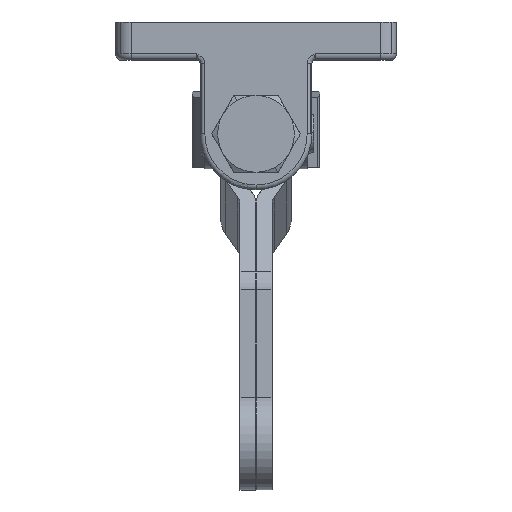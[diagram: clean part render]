
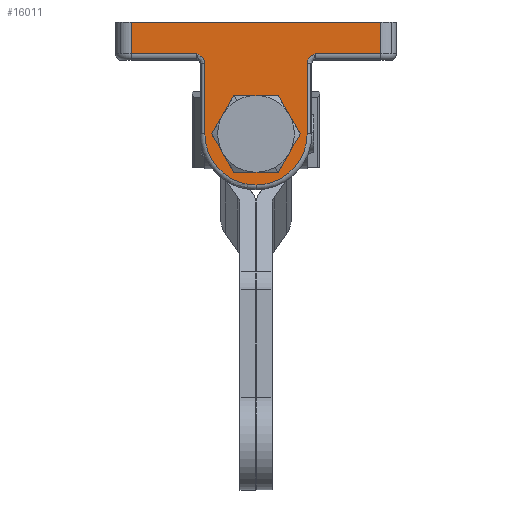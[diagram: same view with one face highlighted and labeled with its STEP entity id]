
A CAD part, left-side view. The second image highlights one B-rep face of the part: STEP entity #16011.
In plain terms, the highlighted planar face has unit normal (-1, 0, 0).
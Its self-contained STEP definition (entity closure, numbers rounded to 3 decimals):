
#661=CARTESIAN_POINT('',(1.611,44.343,-23.));
#662=VERTEX_POINT('',#661);
#671=CARTESIAN_POINT('',(1.611,22.343,-23.));
#672=VERTEX_POINT('',#671);
#673=CARTESIAN_POINT('',(1.611,33.343,-23.));
#674=DIRECTION('',(1.0,0.0,0.0));
#675=DIRECTION('',(0.0,0.0,1.0));
#676=AXIS2_PLACEMENT_3D('',#673,#674,#675);
#677=CIRCLE('',#676,11.0);
#678=EDGE_CURVE('',#672,#662,#677,.T.);
#4935=CARTESIAN_POINT('',(1.611,49.343,-23.));
#4936=VERTEX_POINT('',#4935);
#4944=CARTESIAN_POINT('',(1.611,49.343,-0.958));
#4945=VERTEX_POINT('',#4944);
#4946=CARTESIAN_POINT('',(1.611,49.343,-23.));
#4947=DIRECTION('',(0.0,0.0,1.0));
#4948=VECTOR('',#4947,22.042);
#4949=LINE('',#4946,#4948);
#4950=EDGE_CURVE('',#4936,#4945,#4949,.T.);
#4967=CARTESIAN_POINT('',(1.611,33.343,-39.));
#4968=VERTEX_POINT('',#4967);
#4978=CARTESIAN_POINT('',(1.611,33.343,-23.));
#4979=DIRECTION('',(1.0,0.0,0.0));
#4980=DIRECTION('',(0.0,0.0,-1.0));
#4981=AXIS2_PLACEMENT_3D('',#4978,#4979,#4980);
#4982=CIRCLE('',#4981,16.0);
#4983=EDGE_CURVE('',#4968,#4936,#4982,.T.);
#5029=CARTESIAN_POINT('',(1.611,17.343,-0.958));
#5030=VERTEX_POINT('',#5029);
#5038=CARTESIAN_POINT('',(1.611,17.343,-23.));
#5039=VERTEX_POINT('',#5038);
#5040=CARTESIAN_POINT('',(1.611,17.343,-0.958));
#5041=DIRECTION('',(0.0,0.0,-1.0));
#5042=VECTOR('',#5041,22.042);
#5043=LINE('',#5040,#5042);
#5044=EDGE_CURVE('',#5030,#5039,#5043,.T.);
#5914=CARTESIAN_POINT('',(1.611,72.343,2.0));
#5915=VERTEX_POINT('',#5914);
#5923=CARTESIAN_POINT('',(1.611,72.343,12.));
#5924=VERTEX_POINT('',#5923);
#5925=CARTESIAN_POINT('',(1.611,72.343,2.0));
#5926=DIRECTION('',(0.0,0.0,1.0));
#5927=VECTOR('',#5926,10.);
#5928=LINE('',#5925,#5927);
#5929=EDGE_CURVE('',#5915,#5924,#5928,.T.);
#15045=CARTESIAN_POINT('',(1.611,-5.657,12.));
#15046=VERTEX_POINT('',#15045);
#15054=CARTESIAN_POINT('',(1.611,-5.657,2.0));
#15055=VERTEX_POINT('',#15054);
#15056=CARTESIAN_POINT('',(1.611,-5.657,12.));
#15057=DIRECTION('',(0.0,0.0,-1.0));
#15058=VECTOR('',#15057,10.);
#15059=LINE('',#15056,#15058);
#15060=EDGE_CURVE('',#15046,#15055,#15059,.T.);
#15925=CARTESIAN_POINT('',(1.611,-10.657,0.0));
#15926=DIRECTION('',(-1.0,0.0,0.0));
#15927=DIRECTION('',(0.0,0.0,1.0));
#15928=AXIS2_PLACEMENT_3D('',#15925,#15926,#15927);
#15929=PLANE('',#15928);
#15930=CARTESIAN_POINT('',(1.611,14.843,2.0));
#15931=VERTEX_POINT('',#15930);
#15932=CARTESIAN_POINT('',(1.611,14.843,2.0));
#15933=CARTESIAN_POINT('',(1.611,15.288,1.801));
#15934=CARTESIAN_POINT('',(1.611,15.734,1.597));
#15935=CARTESIAN_POINT('',(1.611,16.483,1.044));
#15936=CARTESIAN_POINT('',(1.611,16.79,0.715));
#15937=CARTESIAN_POINT('',(1.611,17.139,0.087));
#15938=CARTESIAN_POINT('',(1.611,17.237,-0.172));
#15939=CARTESIAN_POINT('',(1.611,17.326,-0.614));
#15940=CARTESIAN_POINT('',(1.611,17.343,-0.787));
#15941=CARTESIAN_POINT('',(1.611,17.343,-0.958));
#15942=B_SPLINE_CURVE_WITH_KNOTS('',3,(#15932,#15933,#15934,#15935,#15936,#15937,#15938,#15939,#15940,#15941),.UNSPECIFIED.,.F.,.U.,(4,2,2,2,4),(-0.001,0.145,0.277,0.359,0.411),.UNSPECIFIED.);
#15943=EDGE_CURVE('',#15931,#5030,#15942,.T.);
#15944=ORIENTED_EDGE('',*,*,#15943,.F.);
#15945=CARTESIAN_POINT('',(1.611,-5.657,2.0));
#15946=DIRECTION('',(0.0,1.0,0.0));
#15947=VECTOR('',#15946,20.5);
#15948=LINE('',#15945,#15947);
#15949=EDGE_CURVE('',#15055,#15931,#15948,.T.);
#15950=ORIENTED_EDGE('',*,*,#15949,.F.);
#15951=ORIENTED_EDGE('',*,*,#15060,.F.);
#15952=CARTESIAN_POINT('',(1.611,-5.657,12.));
#15953=DIRECTION('',(0.0,1.0,0.0));
#15954=VECTOR('',#15953,78.0);
#15955=LINE('',#15952,#15954);
#15956=EDGE_CURVE('',#15046,#5924,#15955,.T.);
#15957=ORIENTED_EDGE('',*,*,#15956,.T.);
#15958=ORIENTED_EDGE('',*,*,#5929,.F.);
#15959=CARTESIAN_POINT('',(1.611,51.843,2.0));
#15960=VERTEX_POINT('',#15959);
#15961=CARTESIAN_POINT('',(1.611,51.843,2.0));
#15962=DIRECTION('',(0.0,1.0,0.0));
#15963=VECTOR('',#15962,20.5);
#15964=LINE('',#15961,#15963);
#15965=EDGE_CURVE('',#15960,#5915,#15964,.T.);
#15966=ORIENTED_EDGE('',*,*,#15965,.F.);
#15967=CARTESIAN_POINT('',(1.611,49.343,-0.958));
#15968=CARTESIAN_POINT('',(1.611,49.343,-0.787));
#15969=CARTESIAN_POINT('',(1.611,49.361,-0.614));
#15970=CARTESIAN_POINT('',(1.611,49.45,-0.172));
#15971=CARTESIAN_POINT('',(1.611,49.547,0.087));
#15972=CARTESIAN_POINT('',(1.611,49.896,0.715));
#15973=CARTESIAN_POINT('',(1.611,50.204,1.044));
#15974=CARTESIAN_POINT('',(1.611,50.953,1.597));
#15975=CARTESIAN_POINT('',(1.611,51.399,1.801));
#15976=CARTESIAN_POINT('',(1.611,51.843,2.0));
#15977=B_SPLINE_CURVE_WITH_KNOTS('',3,(#15967,#15968,#15969,#15970,#15971,#15972,#15973,#15974,#15975,#15976),.UNSPECIFIED.,.F.,.U.,(4,2,2,2,4),(0.,0.051,0.134,0.265,0.412),.UNSPECIFIED.);
#15978=EDGE_CURVE('',#4945,#15960,#15977,.T.);
#15979=ORIENTED_EDGE('',*,*,#15978,.F.);
#15980=ORIENTED_EDGE('',*,*,#4950,.F.);
#15981=ORIENTED_EDGE('',*,*,#4983,.F.);
#15982=CARTESIAN_POINT('',(1.611,33.343,-23.));
#15983=DIRECTION('',(1.0,0.0,0.0));
#15984=DIRECTION('',(0.0,0.0,-1.0));
#15985=AXIS2_PLACEMENT_3D('',#15982,#15983,#15984);
#15986=CIRCLE('',#15985,16.0);
#15987=EDGE_CURVE('',#5039,#4968,#15986,.T.);
#15988=ORIENTED_EDGE('',*,*,#15987,.F.);
#15989=ORIENTED_EDGE('',*,*,#5044,.F.);
#15990=EDGE_LOOP('',(#15944,#15950,#15951,#15957,#15958,#15966,#15979,#15980,#15981,#15988,#15989));
#15991=FACE_OUTER_BOUND('',#15990,.T.);
#15992=CARTESIAN_POINT('',(1.611,33.343,-12.));
#15993=VERTEX_POINT('',#15992);
#15994=CARTESIAN_POINT('',(1.611,33.343,-23.));
#15995=DIRECTION('',(1.0,0.0,0.0));
#15996=DIRECTION('',(0.0,0.0,1.0));
#15997=AXIS2_PLACEMENT_3D('',#15994,#15995,#15996);
#15998=CIRCLE('',#15997,11.0);
#15999=EDGE_CURVE('',#15993,#672,#15998,.T.);
#16000=ORIENTED_EDGE('',*,*,#15999,.T.);
#16001=ORIENTED_EDGE('',*,*,#678,.T.);
#16002=CARTESIAN_POINT('',(1.611,33.343,-23.));
#16003=DIRECTION('',(1.0,0.0,0.0));
#16004=DIRECTION('',(0.0,0.0,1.0));
#16005=AXIS2_PLACEMENT_3D('',#16002,#16003,#16004);
#16006=CIRCLE('',#16005,11.0);
#16007=EDGE_CURVE('',#662,#15993,#16006,.T.);
#16008=ORIENTED_EDGE('',*,*,#16007,.T.);
#16009=EDGE_LOOP('',(#16000,#16001,#16008));
#16010=FACE_BOUND('',#16009,.T.);
#16011=ADVANCED_FACE('',(#15991,#16010),#15929,.T.);
